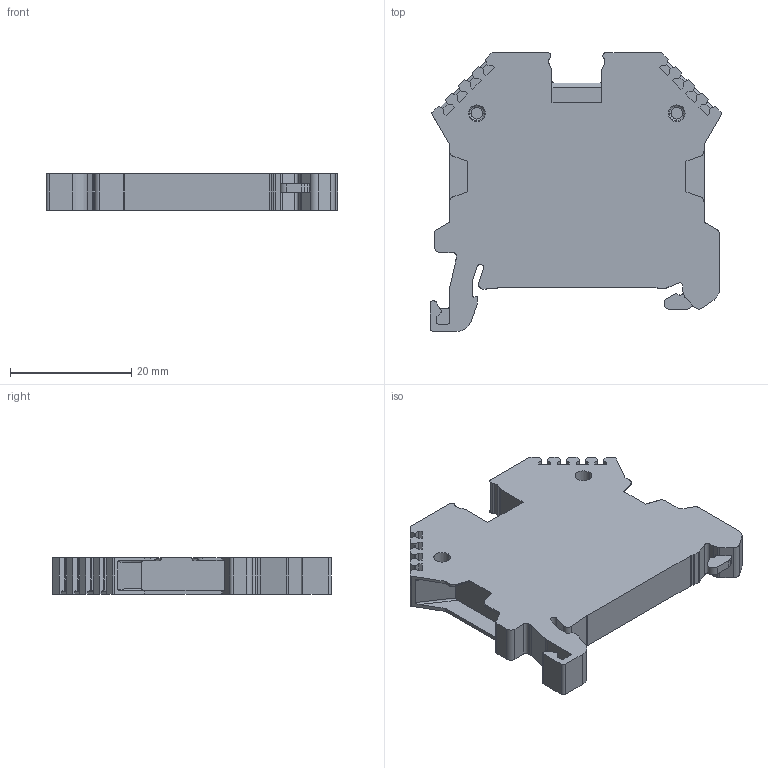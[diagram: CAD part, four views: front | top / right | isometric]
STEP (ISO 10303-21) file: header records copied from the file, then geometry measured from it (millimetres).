
FILE_DESCRIPTION((''),'2;1');
FILE_NAME('17107_2_SSL4_2A_iso','2010-05-18T',('Stollb'),(''),'PRO/ENGINEER BY PARAMETRIC TECHNOLOGY CORPORATION, 2007390','PRO/ENGINEER BY PARAMETRIC TECHNOLOGY CORPORATION, 2007390','');
FILE_SCHEMA(('CONFIG_CONTROL_DESIGN'));
Length unit declared in the file: millimetre
Products named in the file (1): SSL40_ISO_STEP
Bounding box: 48.12 x 46 x 6.1 mm (x, y, z)
Volume: 9126.3 mm3; surface area: 5151.4 mm2
Topology: 1 solids, 1 shells, 282 faces, 816 edges, 540 vertices
Faces by surface type: plane 192, cylinder 82, cone 4, torus 4
Entity records: 9386 total; most frequent: CARTESIAN_POINT 1852, ORIENTED_EDGE 1632, DIRECTION 1484, EDGE_CURVE 816, VECTOR 644, LINE 644, VERTEX_POINT 540, AXIS2_PLACEMENT_3D 420
